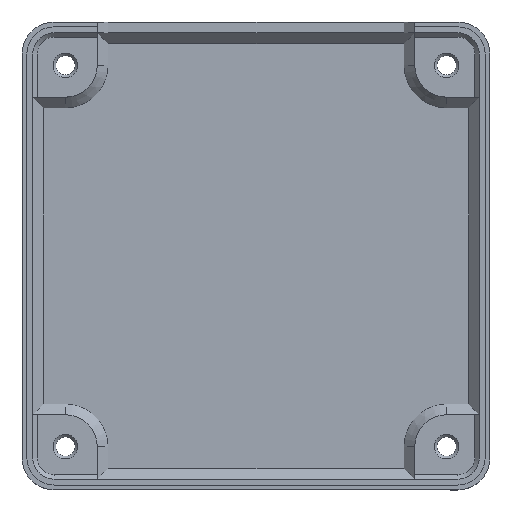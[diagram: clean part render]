
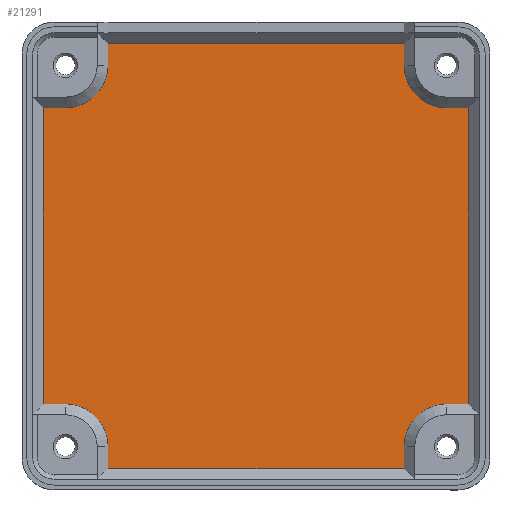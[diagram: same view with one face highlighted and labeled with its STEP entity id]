
A CAD part, top view. The second image highlights one B-rep face of the part: STEP entity #21291.
In plain terms, the highlighted planar face has unit normal (0, 0, 1).
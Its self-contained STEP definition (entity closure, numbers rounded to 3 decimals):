
#1774=CIRCLE('',#22504,7.942);
#1776=CIRCLE('',#22512,7.942);
#1778=CIRCLE('',#22515,7.942);
#1780=CIRCLE('',#22521,7.942);
#1969=FACE_OUTER_BOUND('',#3246,.T.);
#3246=EDGE_LOOP('',(#15345,#15346,#15347,#15348,#15349,#15350,#15351,#15352,
#15353,#15354,#15355,#15356,#15357,#15358,#15359,#15360));
#4922=LINE('',#30768,#7041);
#4924=LINE('',#30772,#7043);
#4929=LINE('',#30781,#7048);
#4933=LINE('',#30789,#7052);
#4937=LINE('',#30800,#7056);
#4938=LINE('',#30803,#7057);
#4941=LINE('',#30809,#7060);
#4944=LINE('',#30814,#7063);
#4948=LINE('',#30821,#7067);
#4951=LINE('',#30833,#7070);
#4952=LINE('',#30835,#7071);
#4953=LINE('',#30838,#7072);
#7041=VECTOR('',#23933,10.);
#7043=VECTOR('',#23937,10.);
#7048=VECTOR('',#23944,10.);
#7052=VECTOR('',#23950,10.);
#7056=VECTOR('',#23962,10.);
#7057=VECTOR('',#23965,10.);
#7060=VECTOR('',#23970,10.);
#7063=VECTOR('',#23975,10.);
#7067=VECTOR('',#23981,10.);
#7070=VECTOR('',#23998,10.);
#7071=VECTOR('',#24001,10.);
#7072=VECTOR('',#24004,10.);
#9522=VERTEX_POINT('',#30765);
#9523=VERTEX_POINT('',#30767);
#9524=VERTEX_POINT('',#30771);
#9526=VERTEX_POINT('',#30778);
#9527=VERTEX_POINT('',#30780);
#9529=VERTEX_POINT('',#30786);
#9530=VERTEX_POINT('',#30788);
#9532=VERTEX_POINT('',#30793);
#9533=VERTEX_POINT('',#30795);
#9534=VERTEX_POINT('',#30802);
#9536=VERTEX_POINT('',#30808);
#9537=VERTEX_POINT('',#30813);
#9539=VERTEX_POINT('',#30819);
#9540=VERTEX_POINT('',#30823);
#9541=VERTEX_POINT('',#30828);
#9542=VERTEX_POINT('',#30837);
#11770=EDGE_CURVE('',#9522,#9523,#4922,.T.);
#11772=EDGE_CURVE('',#9523,#9524,#4924,.T.);
#11777=EDGE_CURVE('',#9526,#9527,#4929,.T.);
#11781=EDGE_CURVE('',#9529,#9530,#4933,.T.);
#11784=EDGE_CURVE('',#9532,#9533,#1774,.T.);
#11787=EDGE_CURVE('',#9533,#9529,#4937,.T.);
#11788=EDGE_CURVE('',#9534,#9532,#4938,.T.);
#11791=EDGE_CURVE('',#9536,#9534,#4941,.T.);
#11794=EDGE_CURVE('',#9530,#9537,#4944,.T.);
#11798=EDGE_CURVE('',#9539,#9536,#4948,.T.);
#11799=EDGE_CURVE('',#9537,#9540,#1776,.T.);
#11803=EDGE_CURVE('',#9541,#9539,#1778,.T.);
#11805=EDGE_CURVE('',#9540,#9526,#4951,.T.);
#11806=EDGE_CURVE('',#9524,#9541,#4952,.T.);
#11807=EDGE_CURVE('',#9527,#9542,#4953,.T.);
#11810=EDGE_CURVE('',#9542,#9522,#1780,.T.);
#15345=ORIENTED_EDGE('',*,*,#11784,.F.);
#15346=ORIENTED_EDGE('',*,*,#11788,.F.);
#15347=ORIENTED_EDGE('',*,*,#11791,.F.);
#15348=ORIENTED_EDGE('',*,*,#11798,.F.);
#15349=ORIENTED_EDGE('',*,*,#11803,.F.);
#15350=ORIENTED_EDGE('',*,*,#11806,.F.);
#15351=ORIENTED_EDGE('',*,*,#11772,.F.);
#15352=ORIENTED_EDGE('',*,*,#11770,.F.);
#15353=ORIENTED_EDGE('',*,*,#11810,.F.);
#15354=ORIENTED_EDGE('',*,*,#11807,.F.);
#15355=ORIENTED_EDGE('',*,*,#11777,.F.);
#15356=ORIENTED_EDGE('',*,*,#11805,.F.);
#15357=ORIENTED_EDGE('',*,*,#11799,.F.);
#15358=ORIENTED_EDGE('',*,*,#11794,.F.);
#15359=ORIENTED_EDGE('',*,*,#11781,.F.);
#15360=ORIENTED_EDGE('',*,*,#11787,.F.);
#20624=PLANE('',#22528);
#21291=ADVANCED_FACE('',(#1969),#20624,.T.);
#22504=AXIS2_PLACEMENT_3D('',#30796,#23955,#23956);
#22512=AXIS2_PLACEMENT_3D('',#30824,#23984,#23985);
#22515=AXIS2_PLACEMENT_3D('',#30830,#23992,#23993);
#22521=AXIS2_PLACEMENT_3D('',#30843,#24009,#24010);
#22528=AXIS2_PLACEMENT_3D('',#30853,#24026,#24027);
#23933=DIRECTION('',(0.,1.,0.));
#23937=DIRECTION('',(1.,0.,0.));
#23944=DIRECTION('',(0.,1.,0.));
#23950=DIRECTION('',(-1.,0.,0.));
#23955=DIRECTION('center_axis',(0.,0.,
1.));
#23956=DIRECTION('ref_axis',(0.,1.,0.));
#23962=DIRECTION('',(0.,-1.,0.));
#23965=DIRECTION('',(-1.,0.,0.));
#23970=DIRECTION('',(0.,-1.,0.));
#23975=DIRECTION('',(0.,1.,0.));
#23981=DIRECTION('',(1.,0.,0.));
#23984=DIRECTION('center_axis',(0.,0.,
1.));
#23985=DIRECTION('ref_axis',(1.,0.,0.));
#23992=DIRECTION('center_axis',(0.,0.,
1.));
#23993=DIRECTION('ref_axis',(-1.,0.,0.));
#23998=DIRECTION('',(-1.,0.,0.));
#24001=DIRECTION('',(0.,-1.,0.));
#24004=DIRECTION('',(1.,0.,0.));
#24009=DIRECTION('center_axis',(0.,0.,
1.));
#24010=DIRECTION('ref_axis',(0.,-1.,0.));
#24026=DIRECTION('center_axis',(0.,0.,
1.));
#24027=DIRECTION('ref_axis',(1.,0.,0.));
#30765=CARTESIAN_POINT('',(-27.574,35.736,0.));
#30767=CARTESIAN_POINT('',(-27.574,39.816,0.));
#30768=CARTESIAN_POINT('',(-27.574,20.596,0.));
#30771=CARTESIAN_POINT('',(27.662,39.816,0.));
#30772=CARTESIAN_POINT('',(-14.765,39.816,0.));
#30778=CARTESIAN_POINT('',(-39.596,-27.442,0.));
#30780=CARTESIAN_POINT('',(-39.596,27.795,0.));
#30781=CARTESIAN_POINT('',(-39.596,-18.644,0.));
#30786=CARTESIAN_POINT('',(27.662,-39.464,0.));
#30788=CARTESIAN_POINT('',(-27.574,-39.464,0.));
#30789=CARTESIAN_POINT('',(18.864,-39.464,0.));
#30793=CARTESIAN_POINT('',(35.604,-27.442,0.));
#30795=CARTESIAN_POINT('',(27.662,-35.384,0.));
#30796=CARTESIAN_POINT('Origin',(35.604,-35.384,0.));
#30800=CARTESIAN_POINT('',(27.662,-20.244,0.));
#30802=CARTESIAN_POINT('',(39.684,-27.442,0.));
#30803=CARTESIAN_POINT('',(20.864,-27.442,0.));
#30808=CARTESIAN_POINT('',(39.684,27.795,0.));
#30809=CARTESIAN_POINT('',(39.684,18.996,0.));
#30813=CARTESIAN_POINT('',(-27.574,-35.384,0.));
#30814=CARTESIAN_POINT('',(-27.574,-20.644,0.));
#30819=CARTESIAN_POINT('',(35.604,27.795,0.));
#30821=CARTESIAN_POINT('',(20.464,27.795,0.));
#30823=CARTESIAN_POINT('',(-35.516,-27.442,0.));
#30824=CARTESIAN_POINT('Origin',(-35.516,-35.384,0.));
#30828=CARTESIAN_POINT('',(27.662,35.736,0.));
#30830=CARTESIAN_POINT('Origin',(35.604,35.736,0.));
#30833=CARTESIAN_POINT('',(-20.376,-27.442,0.));
#30835=CARTESIAN_POINT('',(27.662,20.996,0.));
#30837=CARTESIAN_POINT('',(-35.516,27.795,0.));
#30838=CARTESIAN_POINT('',(-20.776,27.795,0.));
#30843=CARTESIAN_POINT('Origin',(-35.516,35.736,0.));
#30853=CARTESIAN_POINT('Origin',(0.044,0.176,0.));
